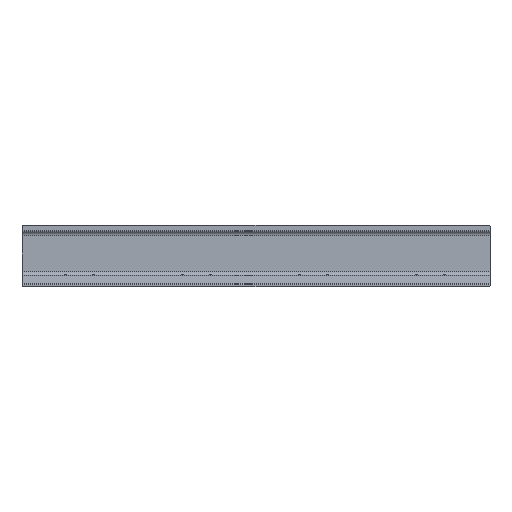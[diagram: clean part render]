
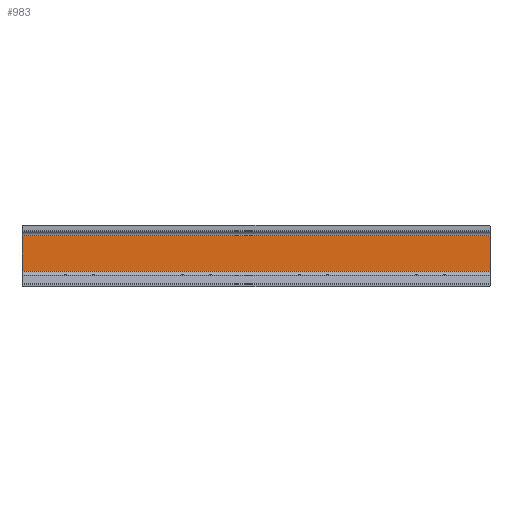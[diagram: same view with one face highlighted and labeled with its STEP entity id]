
A CAD part, top view. The second image highlights one B-rep face of the part: STEP entity #983.
In plain terms, the highlighted planar face has unit normal (0, 0, 1).
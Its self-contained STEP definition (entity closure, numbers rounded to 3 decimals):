
#32 = PLANE('',#33);
#33 = AXIS2_PLACEMENT_3D('',#34,#35,#36);
#34 = CARTESIAN_POINT('',(0.,9.524,
    3.114));
#35 = DIRECTION('',(1.,0.,0.));
#36 = DIRECTION('',(0.,0.,1.));
#113 = VERTEX_POINT('',#114);
#114 = CARTESIAN_POINT('',(0.,18.3,2.2));
#133 = CYLINDRICAL_SURFACE('',#134,1.5);
#134 = AXIS2_PLACEMENT_3D('',#135,#136,#137);
#135 = CARTESIAN_POINT('',(0.,18.3,3.7));
#136 = DIRECTION('',(-1.,0.,0.));
#137 = DIRECTION('',(0.,1.,0.));
#145 = EDGE_CURVE('',#113,#146,#148,.T.);
#146 = VERTEX_POINT('',#147);
#147 = CARTESIAN_POINT('',(0.,5.5,2.2));
#148 = SURFACE_CURVE('',#149,(#153,#160),.PCURVE_S1.);
#149 = LINE('',#150,#151);
#150 = CARTESIAN_POINT('',(0.,19.8,2.2));
#151 = VECTOR('',#152,1.);
#152 = DIRECTION('',(0.,-1.,0.));
#153 = PCURVE('',#32,#154);
#154 = DEFINITIONAL_REPRESENTATION('',(#155),#159);
#155 = LINE('',#156,#157);
#156 = CARTESIAN_POINT('',(-0.914,-10.276));
#157 = VECTOR('',#158,1.);
#158 = DIRECTION('',(0.,1.));
#159 = ( GEOMETRIC_REPRESENTATION_CONTEXT(2) 
PARAMETRIC_REPRESENTATION_CONTEXT() REPRESENTATION_CONTEXT('2D SPACE',''
  ) );
#160 = PCURVE('',#161,#166);
#161 = PLANE('',#162);
#162 = AXIS2_PLACEMENT_3D('',#163,#164,#165);
#163 = CARTESIAN_POINT('',(0.,19.8,2.2));
#164 = DIRECTION('',(0.,0.,1.));
#165 = DIRECTION('',(0.,-1.,0.));
#166 = DEFINITIONAL_REPRESENTATION('',(#167),#171);
#167 = LINE('',#168,#169);
#168 = CARTESIAN_POINT('',(0.,0.));
#169 = VECTOR('',#170,1.);
#170 = DIRECTION('',(1.,0.));
#171 = ( GEOMETRIC_REPRESENTATION_CONTEXT(2) 
PARAMETRIC_REPRESENTATION_CONTEXT() REPRESENTATION_CONTEXT('2D SPACE',''
  ) );
#194 = CYLINDRICAL_SURFACE('',#195,1.5);
#195 = AXIS2_PLACEMENT_3D('',#196,#197,#198);
#196 = CARTESIAN_POINT('',(0.,5.5,3.7));
#197 = DIRECTION('',(-1.,0.,0.));
#198 = DIRECTION('',(0.,0.,-1.));
#533 = PLANE('',#534);
#534 = AXIS2_PLACEMENT_3D('',#535,#536,#537);
#535 = CARTESIAN_POINT('',(-168.,9.524,3.114));
#536 = DIRECTION('',(1.,0.,0.));
#537 = DIRECTION('',(0.,0.,1.));
#880 = EDGE_CURVE('',#113,#881,#883,.T.);
#881 = VERTEX_POINT('',#882);
#882 = CARTESIAN_POINT('',(-168.,18.3,2.2));
#883 = SURFACE_CURVE('',#884,(#888,#895),.PCURVE_S1.);
#884 = LINE('',#885,#886);
#885 = CARTESIAN_POINT('',(0.,18.3,2.2));
#886 = VECTOR('',#887,1.);
#887 = DIRECTION('',(-1.,0.,0.));
#888 = PCURVE('',#133,#889);
#889 = DEFINITIONAL_REPRESENTATION('',(#890),#894);
#890 = LINE('',#891,#892);
#891 = CARTESIAN_POINT('',(1.571,0.));
#892 = VECTOR('',#893,1.);
#893 = DIRECTION('',(0.,1.));
#894 = ( GEOMETRIC_REPRESENTATION_CONTEXT(2) 
PARAMETRIC_REPRESENTATION_CONTEXT() REPRESENTATION_CONTEXT('2D SPACE',''
  ) );
#895 = PCURVE('',#161,#896);
#896 = DEFINITIONAL_REPRESENTATION('',(#897),#901);
#897 = LINE('',#898,#899);
#898 = CARTESIAN_POINT('',(1.5,0.));
#899 = VECTOR('',#900,1.);
#900 = DIRECTION('',(0.,-1.));
#901 = ( GEOMETRIC_REPRESENTATION_CONTEXT(2) 
PARAMETRIC_REPRESENTATION_CONTEXT() REPRESENTATION_CONTEXT('2D SPACE',''
  ) );
#983 = ADVANCED_FACE('',(#984),#161,.T.);
#984 = FACE_BOUND('',#985,.T.);
#985 = EDGE_LOOP('',(#986,#987,#988,#1011));
#986 = ORIENTED_EDGE('',*,*,#145,.F.);
#987 = ORIENTED_EDGE('',*,*,#880,.T.);
#988 = ORIENTED_EDGE('',*,*,#989,.T.);
#989 = EDGE_CURVE('',#881,#990,#992,.T.);
#990 = VERTEX_POINT('',#991);
#991 = CARTESIAN_POINT('',(-168.,5.5,2.2));
#992 = SURFACE_CURVE('',#993,(#997,#1004),.PCURVE_S1.);
#993 = LINE('',#994,#995);
#994 = CARTESIAN_POINT('',(-168.,19.8,2.2));
#995 = VECTOR('',#996,1.);
#996 = DIRECTION('',(0.,-1.,0.));
#997 = PCURVE('',#161,#998);
#998 = DEFINITIONAL_REPRESENTATION('',(#999),#1003);
#999 = LINE('',#1000,#1001);
#1000 = CARTESIAN_POINT('',(0.,-168.));
#1001 = VECTOR('',#1002,1.);
#1002 = DIRECTION('',(1.,0.));
#1003 = ( GEOMETRIC_REPRESENTATION_CONTEXT(2) 
PARAMETRIC_REPRESENTATION_CONTEXT() REPRESENTATION_CONTEXT('2D SPACE',''
  ) );
#1004 = PCURVE('',#533,#1005);
#1005 = DEFINITIONAL_REPRESENTATION('',(#1006),#1010);
#1006 = LINE('',#1007,#1008);
#1007 = CARTESIAN_POINT('',(-0.914,-10.276));
#1008 = VECTOR('',#1009,1.);
#1009 = DIRECTION('',(0.,1.));
#1010 = ( GEOMETRIC_REPRESENTATION_CONTEXT(2) 
PARAMETRIC_REPRESENTATION_CONTEXT() REPRESENTATION_CONTEXT('2D SPACE',''
  ) );
#1011 = ORIENTED_EDGE('',*,*,#1012,.F.);
#1012 = EDGE_CURVE('',#146,#990,#1013,.T.);
#1013 = SURFACE_CURVE('',#1014,(#1018,#1025),.PCURVE_S1.);
#1014 = LINE('',#1015,#1016);
#1015 = CARTESIAN_POINT('',(0.,5.5,2.2));
#1016 = VECTOR('',#1017,1.);
#1017 = DIRECTION('',(-1.,0.,0.));
#1018 = PCURVE('',#161,#1019);
#1019 = DEFINITIONAL_REPRESENTATION('',(#1020),#1024);
#1020 = LINE('',#1021,#1022);
#1021 = CARTESIAN_POINT('',(14.3,0.));
#1022 = VECTOR('',#1023,1.);
#1023 = DIRECTION('',(0.,-1.));
#1024 = ( GEOMETRIC_REPRESENTATION_CONTEXT(2) 
PARAMETRIC_REPRESENTATION_CONTEXT() REPRESENTATION_CONTEXT('2D SPACE',''
  ) );
#1025 = PCURVE('',#194,#1026);
#1026 = DEFINITIONAL_REPRESENTATION('',(#1027),#1031);
#1027 = LINE('',#1028,#1029);
#1028 = CARTESIAN_POINT('',(0.,0.));
#1029 = VECTOR('',#1030,1.);
#1030 = DIRECTION('',(0.,1.));
#1031 = ( GEOMETRIC_REPRESENTATION_CONTEXT(2) 
PARAMETRIC_REPRESENTATION_CONTEXT() REPRESENTATION_CONTEXT('2D SPACE',''
  ) );
